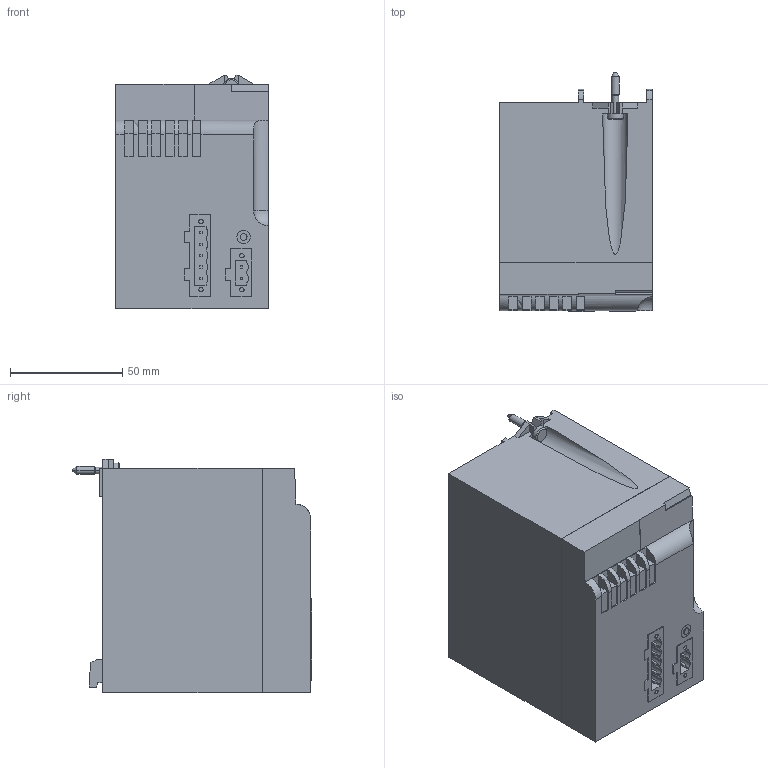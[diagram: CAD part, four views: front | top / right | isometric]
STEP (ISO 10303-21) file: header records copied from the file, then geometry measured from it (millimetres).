
FILE_DESCRIPTION(('starvars output'),'2;1');
FILE_NAME('BMXCPS3020H_3D.stp','12:16:08 2020/04/01',( 'Thomas Industrial Network Germany GmbH'),( 'Thomas Industrial Network Germany GmbH'),'unknown preprocess','ACIS' ,'unknown authorization');
FILE_SCHEMA(('CONFIG_CONTROL_DESIGN {UNKNOWN IMPLEMENTATION LEVEL}'));
Length unit declared in the file: millimetre
Products named in the file (1): PRODUCT_ID_21
Bounding box: 68 x 106.5 x 104 mm (x, y, z)
Volume: 616269.1 mm3; surface area: 47028.4 mm2
Topology: 1 solids, 1 shells, 222 faces, 583 edges, 383 vertices
Faces by surface type: plane 173, cylinder 42, cone 6, sphere 1
Entity records: 6244 total; most frequent: ORIENTED_EDGE 1166, CARTESIAN_POINT 1067, DIRECTION 905, EDGE_CURVE 583, VECTOR 435, LINE 435, VERTEX_POINT 383, EDGE_LOOP 242
